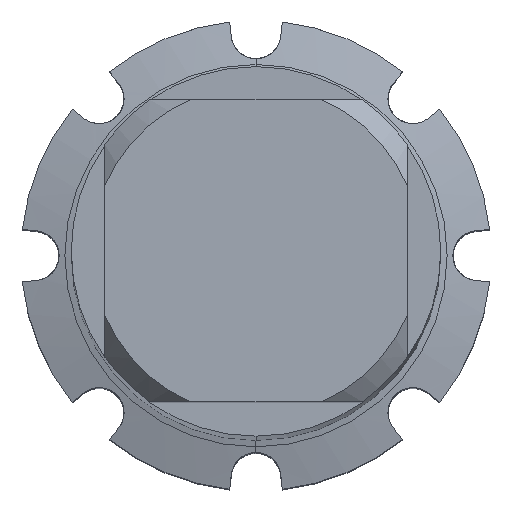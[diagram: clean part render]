
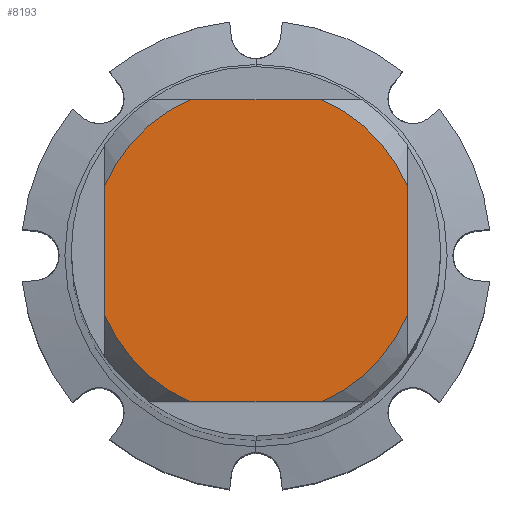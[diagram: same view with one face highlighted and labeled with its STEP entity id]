
A CAD part, top view. The second image highlights one B-rep face of the part: STEP entity #8193.
In plain terms, the highlighted planar face has unit normal (0, 0, 1).
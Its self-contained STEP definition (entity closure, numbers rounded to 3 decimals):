
#5197=EDGE_CURVE('',#5911,#5683,#13316,.T.);
#5435=VERTEX_POINT('',#13573);
#5485=VERTEX_POINT('',#13624);
#5653=EDGE_CURVE('',#9577,#5435,#13807,.T.);
#5683=VERTEX_POINT('',#13838);
#5911=VERTEX_POINT('',#14082);
#6613=VERTEX_POINT('',#14837);
#6897=EDGE_CURVE('',#9765,#8465,#15145,.T.);
#7187=EDGE_CURVE('',#9577,#8465,#15453,.T.);
#7449=EDGE_CURVE('',#5485,#6613,#15735,.T.);
#8153=EDGE_CURVE('',#5911,#5435,#16493,.T.);
#8193=ADVANCED_FACE('',(#16538),#16539,.T.);
#8465=VERTEX_POINT('',#16836);
#8961=EDGE_CURVE('',#5485,#5683,#17377,.T.);
#9577=VERTEX_POINT('',#18037);
#9765=VERTEX_POINT('',#18243);
#11335=EDGE_CURVE('',#9765,#6613,#19971,.T.);
#13316=CIRCLE('',#22907,4.9);
#13573=CARTESIAN_POINT('',(1.939,-4.5,0.0));
#13624=CARTESIAN_POINT('',(-4.5,1.939,0.0));
#13807=CIRCLE('',#23767,4.9);
#13838=CARTESIAN_POINT('',(-4.5,-1.939,0.0));
#14082=CARTESIAN_POINT('',(-1.939,-4.5,0.0));
#14837=CARTESIAN_POINT('',(-1.939,4.5,0.0));
#15145=CIRCLE('',#26104,4.9);
#15453=LINE('',#26662,#26663);
#15735=CIRCLE('',#27199,4.9);
#16493=LINE('',#28469,#28470);
#16538=FACE_OUTER_BOUND('',#28542,.T.);
#16539=PLANE('',#28543);
#16836=CARTESIAN_POINT('',(4.5,1.939,0.0));
#17377=LINE('',#29977,#29978);
#18037=CARTESIAN_POINT('',(4.5,-1.939,0.0));
#18243=CARTESIAN_POINT('',(1.939,4.5,0.0));
#19971=LINE('',#34317,#34318);
#22907=AXIS2_PLACEMENT_3D('',#37067,#37068,#37069);
#23767=AXIS2_PLACEMENT_3D('',#37561,#37562,#37563);
#26104=AXIS2_PLACEMENT_3D('',#38764,#38765,#38766);
#26662=CARTESIAN_POINT('',(4.5,1.225,0.0));
#26663=VECTOR('',#38991,1.0);
#27199=AXIS2_PLACEMENT_3D('',#39267,#39268,#39269);
#28469=CARTESIAN_POINT('',(0.0,-4.5,0.0));
#28470=VECTOR('',#39989,1.0);
#28542=EDGE_LOOP('',(#40040,#40041,#40042,#40043,#40044,#40045,#40046,#40047));
#28543=AXIS2_PLACEMENT_3D('',#40048,#40049,#40050);
#29977=CARTESIAN_POINT('',(-4.5,1.225,0.0));
#29978=VECTOR('',#40894,1.0);
#34317=CARTESIAN_POINT('',(0.0,4.5,0.0));
#34318=VECTOR('',#43884,1.0);
#37067=CARTESIAN_POINT('',(0.0,0.0,0.0));
#37068=DIRECTION('',(0.0,0.0,-1.0));
#37069=DIRECTION('',(0.0,1.0,0.0));
#37561=CARTESIAN_POINT('',(0.0,0.0,0.0));
#37562=DIRECTION('',(0.0,0.0,-1.0));
#37563=DIRECTION('',(0.0,1.0,0.0));
#38764=CARTESIAN_POINT('',(0.0,0.0,0.0));
#38765=DIRECTION('',(0.0,0.0,-1.0));
#38766=DIRECTION('',(0.0,1.0,0.0));
#38991=DIRECTION('',(-0.0,1.0,0.0));
#39267=CARTESIAN_POINT('',(0.0,0.0,0.0));
#39268=DIRECTION('',(0.0,0.0,-1.0));
#39269=DIRECTION('',(0.0,1.0,0.0));
#39989=DIRECTION('',(1.0,0.0,0.0));
#40040=ORIENTED_EDGE('',*,*,#8961,.T.);
#40041=ORIENTED_EDGE('',*,*,#5197,.F.);
#40042=ORIENTED_EDGE('',*,*,#8153,.T.);
#40043=ORIENTED_EDGE('',*,*,#5653,.F.);
#40044=ORIENTED_EDGE('',*,*,#7187,.T.);
#40045=ORIENTED_EDGE('',*,*,#6897,.F.);
#40046=ORIENTED_EDGE('',*,*,#11335,.T.);
#40047=ORIENTED_EDGE('',*,*,#7449,.F.);
#40048=CARTESIAN_POINT('',(0.0,2.45,0.0));
#40049=DIRECTION('',(-0.0,0.0,1.0));
#40050=DIRECTION('',(0.0,-1.0,0.0));
#40894=DIRECTION('',(-0.0,-1.0,0.0));
#43884=DIRECTION('',(-1.0,0.0,0.0));
